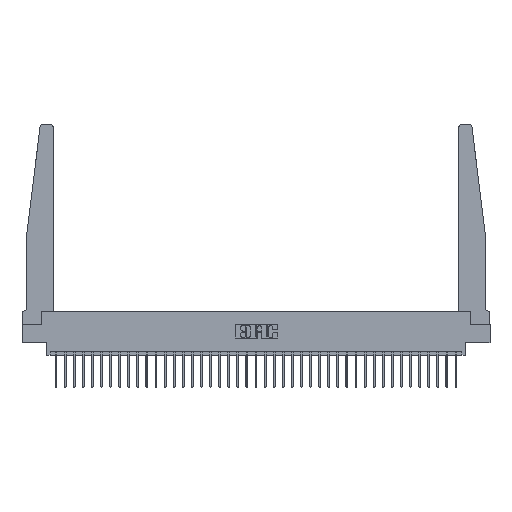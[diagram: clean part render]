
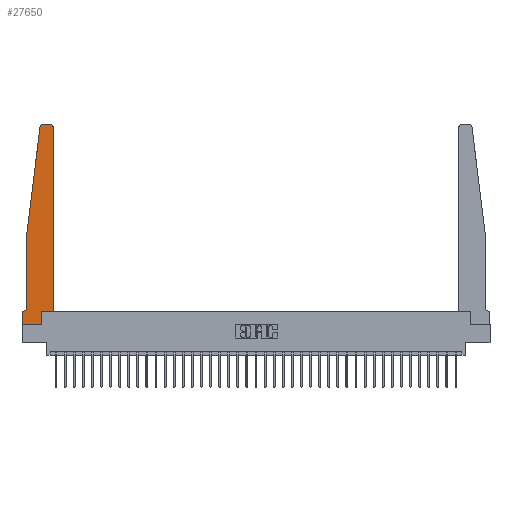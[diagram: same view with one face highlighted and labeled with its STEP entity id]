
A CAD part, top view. The second image highlights one B-rep face of the part: STEP entity #27650.
In plain terms, the highlighted planar face has unit normal (0, 0, 1).
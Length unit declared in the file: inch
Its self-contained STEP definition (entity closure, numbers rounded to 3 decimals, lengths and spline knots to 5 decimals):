
#90 = EDGE_LOOP ( 'NONE', ( #14288, #2706, #12565, #31467, #3070, #26907, #10189, #11190, #3288, #13681, #2187, #32339 ) ) ;
#731 = EDGE_CURVE ( 'NONE', #14801, #7442, #27843, .T. ) ;
#754 = DIRECTION ( 'NONE',  ( 0., 0., -1. ) ) ;
#1147 = FACE_OUTER_BOUND ( 'NONE', #90, .T. ) ;
#1272 = VERTEX_POINT ( 'NONE', #15619 ) ;
#2187 = ORIENTED_EDGE ( 'NONE', *, *, #13756, .T. ) ;
#2561 = EDGE_CURVE ( 'NONE', #17222, #1272, #20963, .T. ) ;
#2646 = CARTESIAN_POINT ( 'NONE',  ( 0.065, 1.25, 0.37 ) ) ;
#2706 = ORIENTED_EDGE ( 'NONE', *, *, #30566, .T. ) ;
#3070 = ORIENTED_EDGE ( 'NONE', *, *, #19632, .T. ) ;
#3288 = ORIENTED_EDGE ( 'NONE', *, *, #3430, .T. ) ;
#3430 = EDGE_CURVE ( 'NONE', #11426, #17222, #29309, .T. ) ;
#5340 = VECTOR ( 'NONE', #9347, 39.37008 ) ;
#5590 = DIRECTION ( 'NONE',  ( 1., 0., 0. ) ) ;
#5655 = AXIS2_PLACEMENT_3D ( 'NONE', #26790, #11263, #29338 ) ;
#6660 = CIRCLE ( 'NONE', #5655, 0.03 ) ;
#7009 = VECTOR ( 'NONE', #31304, 39.37008 ) ;
#7442 = VERTEX_POINT ( 'NONE', #11734 ) ;
#8522 = CARTESIAN_POINT ( 'NONE',  ( 0., 0.1875, 0.37 ) ) ;
#8634 = AXIS2_PLACEMENT_3D ( 'NONE', #29204, #13757, #31786 ) ;
#9347 = DIRECTION ( 'NONE',  ( 0., -1., 0. ) ) ;
#9933 = VERTEX_POINT ( 'NONE', #17390 ) ;
#10189 = ORIENTED_EDGE ( 'NONE', *, *, #10578, .T. ) ;
#10260 = EDGE_CURVE ( 'NONE', #28502, #11426, #27430, .T. ) ;
#10578 = EDGE_CURVE ( 'NONE', #9933, #28502, #32215, .T. ) ;
#11175 = PLANE ( 'NONE',  #11434 ) ;
#11190 = ORIENTED_EDGE ( 'NONE', *, *, #10260, .T. ) ;
#11263 = DIRECTION ( 'NONE',  ( 0., 0., 1. ) ) ;
#11360 = DIRECTION ( 'NONE',  ( 0., 1., 0. ) ) ;
#11426 = VERTEX_POINT ( 'NONE', #23295 ) ;
#11434 = AXIS2_PLACEMENT_3D ( 'NONE', #8522, #13813, #31838 ) ;
#11734 = CARTESIAN_POINT ( 'NONE',  ( 0.065, 0.2375, 0.37 ) ) ;
#11932 = AXIS2_PLACEMENT_3D ( 'NONE', #16728, #754, #19305 ) ;
#12565 = ORIENTED_EDGE ( 'NONE', *, *, #15732, .T. ) ;
#12788 = CARTESIAN_POINT ( 'NONE',  ( 0., 0., 0.37 ) ) ;
#12860 = VERTEX_POINT ( 'NONE', #32398 ) ;
#13484 = CARTESIAN_POINT ( 'NONE',  ( 0., 0., 0.37 ) ) ;
#13681 = ORIENTED_EDGE ( 'NONE', *, *, #2561, .T. ) ;
#13756 = EDGE_CURVE ( 'NONE', #1272, #20199, #20540, .T. ) ;
#13757 = DIRECTION ( 'NONE',  ( 0., 0., 1. ) ) ;
#13813 = DIRECTION ( 'NONE',  ( 0., 0., 1. ) ) ;
#14288 = ORIENTED_EDGE ( 'NONE', *, *, #23628, .T. ) ;
#14801 = VERTEX_POINT ( 'NONE', #17441 ) ;
#15619 = CARTESIAN_POINT ( 'NONE',  ( 0.425, 0.18, 0.37 ) ) ;
#15732 = EDGE_CURVE ( 'NONE', #18597, #14801, #22415, .T. ) ;
#15928 = DIRECTION ( 'NONE',  ( -0.122, -0.992, 0. ) ) ;
#16507 = CARTESIAN_POINT ( 'NONE',  ( 0.2605, 0.18, 0.37 ) ) ;
#16728 = CARTESIAN_POINT ( 'NONE',  ( 0.015, 0.2375, 0.37 ) ) ;
#16889 = LINE ( 'NONE', #29192, #17709 ) ;
#17222 = VERTEX_POINT ( 'NONE', #28115 ) ;
#17239 = LINE ( 'NONE', #21332, #30949 ) ;
#17390 = CARTESIAN_POINT ( 'NONE',  ( 0., 0.1875, 0.37 ) ) ;
#17441 = CARTESIAN_POINT ( 'NONE',  ( 0.065, 1.25, 0.37 ) ) ;
#17709 = VECTOR ( 'NONE', #31775, 39.37008 ) ;
#18597 = VERTEX_POINT ( 'NONE', #26584 ) ;
#19305 = DIRECTION ( 'NONE',  ( -1., 0., 0. ) ) ;
#19632 = EDGE_CURVE ( 'NONE', #7442, #24878, #30006, .T. ) ;
#19890 = CIRCLE ( 'NONE', #8634, 0.03 ) ;
#20199 = VERTEX_POINT ( 'NONE', #28950 ) ;
#20540 = LINE ( 'NONE', #25974, #30158 ) ;
#20611 = VECTOR ( 'NONE', #5590, 39.37008 ) ;
#20801 = DIRECTION ( 'NONE',  ( 0., 1., 0. ) ) ;
#20804 = VECTOR ( 'NONE', #15928, 39.37008 ) ;
#20963 = LINE ( 'NONE', #33895, #7009 ) ;
#21332 = CARTESIAN_POINT ( 'NONE',  ( 0.065, 0.1875, 0.37 ) ) ;
#21417 = EDGE_CURVE ( 'NONE', #20199, #12860, #19890, .T. ) ;
#22415 = LINE ( 'NONE', #31233, #20804 ) ;
#22511 = VECTOR ( 'NONE', #11360, 39.37008 ) ;
#23295 = CARTESIAN_POINT ( 'NONE',  ( 0.2605, 0., 0.37 ) ) ;
#23628 = EDGE_CURVE ( 'NONE', #12860, #33255, #16889, .T. ) ;
#23648 = CARTESIAN_POINT ( 'NONE',  ( 0.015, 0.1875, 0.37 ) ) ;
#24878 = VERTEX_POINT ( 'NONE', #23648 ) ;
#25974 = CARTESIAN_POINT ( 'NONE',  ( 0.425, 0.18, 0.37 ) ) ;
#26178 = DIRECTION ( 'NONE',  ( 0., -1., 0. ) ) ;
#26512 = DIRECTION ( 'NONE',  ( -1., 0., 0. ) ) ;
#26584 = CARTESIAN_POINT ( 'NONE',  ( 0.24675, 2.72367, 0.37 ) ) ;
#26790 = CARTESIAN_POINT ( 'NONE',  ( 0.27653, 2.72, 0.37 ) ) ;
#26907 = ORIENTED_EDGE ( 'NONE', *, *, #33338, .T. ) ;
#27430 = LINE ( 'NONE', #13484, #20611 ) ;
#27490 = CARTESIAN_POINT ( 'NONE',  ( 0., 0., 0.37 ) ) ;
#27650 = ADVANCED_FACE ( 'NONE', ( #1147 ), #11175, .T. ) ;
#27843 = LINE ( 'NONE', #2646, #29430 ) ;
#28115 = CARTESIAN_POINT ( 'NONE',  ( 0.2605, 0.18, 0.37 ) ) ;
#28502 = VERTEX_POINT ( 'NONE', #12788 ) ;
#28950 = CARTESIAN_POINT ( 'NONE',  ( 0.425, 2.72, 0.37 ) ) ;
#29192 = CARTESIAN_POINT ( 'NONE',  ( 0.25, 2.75, 0.37 ) ) ;
#29204 = CARTESIAN_POINT ( 'NONE',  ( 0.395, 2.72, 0.37 ) ) ;
#29309 = LINE ( 'NONE', #16507, #22511 ) ;
#29338 = DIRECTION ( 'NONE',  ( 1., 0., 0. ) ) ;
#29430 = VECTOR ( 'NONE', #26178, 39.37008 ) ;
#30006 = CIRCLE ( 'NONE', #11932, 0.05 ) ;
#30158 = VECTOR ( 'NONE', #20801, 39.37008 ) ;
#30566 = EDGE_CURVE ( 'NONE', #33255, #18597, #6660, .T. ) ;
#30949 = VECTOR ( 'NONE', #26512, 39.37008 ) ;
#31230 = CARTESIAN_POINT ( 'NONE',  ( 0.27653, 2.75, 0.37 ) ) ;
#31233 = CARTESIAN_POINT ( 'NONE',  ( 0.065, 1.25, 0.37 ) ) ;
#31304 = DIRECTION ( 'NONE',  ( 1., 0., 0. ) ) ;
#31467 = ORIENTED_EDGE ( 'NONE', *, *, #731, .T. ) ;
#31775 = DIRECTION ( 'NONE',  ( -1., 0., 0. ) ) ;
#31786 = DIRECTION ( 'NONE',  ( 1., 0., 0. ) ) ;
#31838 = DIRECTION ( 'NONE',  ( 1., 0., 0. ) ) ;
#32215 = LINE ( 'NONE', #27490, #5340 ) ;
#32339 = ORIENTED_EDGE ( 'NONE', *, *, #21417, .T. ) ;
#32398 = CARTESIAN_POINT ( 'NONE',  ( 0.395, 2.75, 0.37 ) ) ;
#33255 = VERTEX_POINT ( 'NONE', #31230 ) ;
#33338 = EDGE_CURVE ( 'NONE', #24878, #9933, #17239, .T. ) ;
#33895 = CARTESIAN_POINT ( 'NONE',  ( 0.425, 0.18, 0.37 ) ) ;
